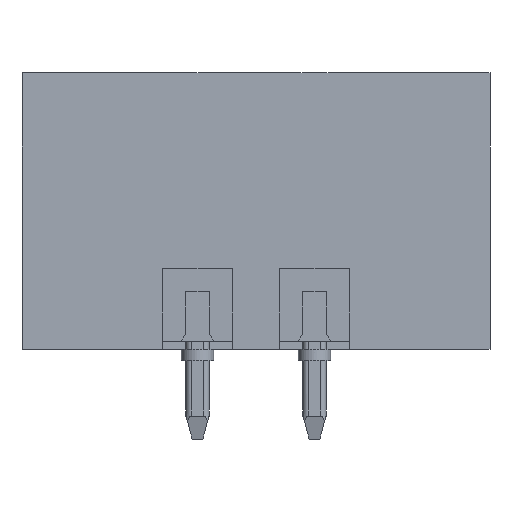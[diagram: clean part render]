
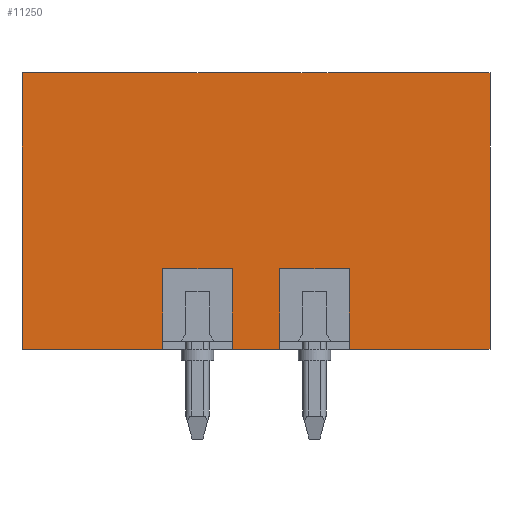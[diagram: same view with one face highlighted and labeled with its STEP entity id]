
A CAD part, front view. The second image highlights one B-rep face of the part: STEP entity #11250.
In plain terms, the highlighted planar face has unit normal (0, -1, 0).
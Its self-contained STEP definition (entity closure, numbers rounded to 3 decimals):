
#100=CARTESIAN_POINT('',(36.627,37.773,1.5));
#110=VERTEX_POINT('',#100);
#160=CARTESIAN_POINT('',(0.,37.773,1.5));
#170=DIRECTION('',(1.,0.,0.));
#180=VECTOR('',#170,1.);
#190=LINE('',#160,#180);
#200=CARTESIAN_POINT('',(40.127,37.773,
1.5));
#210=VERTEX_POINT('',#200);
#220=EDGE_CURVE('',#110,#210,#190,.T.);
#5240=CARTESIAN_POINT('',(48.627,37.773,7.62));
#5250=VERTEX_POINT('',#5240);
#6380=CARTESIAN_POINT('',(48.627,37.773,-12.7));
#6390=VERTEX_POINT('',#6380);
#6420=CARTESIAN_POINT('',(48.627,37.773,-17.78));
#6430=DIRECTION('',(0.,0.,1.));
#6440=VECTOR('',#6430,1.);
#6450=LINE('',#6420,#6440);
#6460=EDGE_CURVE('',#6390,#5250,#6450,.T.);
#6780=CARTESIAN_POINT('',(36.627,37.773,7.62));
#6790=DIRECTION('',(1.,0.,0.));
#6800=VECTOR('',#6790,1.);
#6810=LINE('',#6780,#6800);
#6820=CARTESIAN_POINT('',(36.627,37.773,7.62));
#6830=VERTEX_POINT('',#6820);
#6840=EDGE_CURVE('',#6830,#5250,#6810,.T.);
#10470=CARTESIAN_POINT('',(35.306,37.773,
-1.224));
#10480=DIRECTION('',(0.,1.,0.));
#10490=DIRECTION('',(0.,0.,-1.));
#10500=AXIS2_PLACEMENT_3D('',#10470,#10480,#10490);
#10510=PLANE('',#10500);
#10520=CARTESIAN_POINT('',(48.627,37.773,-12.7));
#10530=DIRECTION('',(-1.,0.,0.));
#10540=VECTOR('',#10530,1.);
#10550=LINE('',#10520,#10540);
#10560=CARTESIAN_POINT('',(36.627,37.773,-12.7));
#10570=VERTEX_POINT('',#10560);
#10580=EDGE_CURVE('',#6390,#10570,#10550,.T.);
#10590=ORIENTED_EDGE('',*,*,#10580,.F.);
#10600=CARTESIAN_POINT('',(36.627,37.773,-6.58));
#10610=DIRECTION('',(0.,0.,-1.));
#10620=VECTOR('',#10610,1.);
#10630=LINE('',#10600,#10620);
#10640=CARTESIAN_POINT('',(36.627,37.773,-6.58));
#10650=VERTEX_POINT('',#10640);
#10660=EDGE_CURVE('',#10650,#10570,#10630,.T.);
#10670=ORIENTED_EDGE('',*,*,#10660,.T.);
#10680=CARTESIAN_POINT('',(0.,37.773,-6.58));
#10690=DIRECTION('',(1.,0.,0.));
#10700=VECTOR('',#10690,1.);
#10710=LINE('',#10680,#10700);
#10720=CARTESIAN_POINT('',(40.127,37.773,
-6.58));
#10730=VERTEX_POINT('',#10720);
#10740=EDGE_CURVE('',#10650,#10730,#10710,.T.);
#10750=ORIENTED_EDGE('',*,*,#10740,.F.);
#10760=CARTESIAN_POINT('',(40.127,37.773,0.));
#10770=DIRECTION('',(0.,0.,1.));
#10780=VECTOR('',#10770,1.);
#10790=LINE('',#10760,#10780);
#10800=CARTESIAN_POINT('',(40.127,37.773,-3.58));
#10810=VERTEX_POINT('',#10800);
#10820=EDGE_CURVE('',#10730,#10810,#10790,.T.);
#10830=ORIENTED_EDGE('',*,*,#10820,.F.);
#10840=CARTESIAN_POINT('',(0.,37.773,-3.58));
#10850=DIRECTION('',(1.,0.,0.));
#10860=VECTOR('',#10850,1.);
#10870=LINE('',#10840,#10860);
#10880=CARTESIAN_POINT('',(36.627,37.773,-3.58));
#10890=VERTEX_POINT('',#10880);
#10900=EDGE_CURVE('',#10890,#10810,#10870,.T.);
#10910=ORIENTED_EDGE('',*,*,#10900,.T.);
#10920=CARTESIAN_POINT('',(36.627,37.773,-3.58));
#10930=DIRECTION('',(0.,0.,1.));
#10940=VECTOR('',#10930,1.);
#10950=LINE('',#10920,#10940);
#10960=CARTESIAN_POINT('',(36.627,37.773,-1.5));
#10970=VERTEX_POINT('',#10960);
#10980=EDGE_CURVE('',#10890,#10970,#10950,.T.);
#10990=ORIENTED_EDGE('',*,*,#10980,.F.);
#11000=CARTESIAN_POINT('',(0.,37.773,-1.5));
#11010=DIRECTION('',(1.,0.,0.));
#11020=VECTOR('',#11010,1.);
#11030=LINE('',#11000,#11020);
#11040=CARTESIAN_POINT('',(40.127,37.773,
-1.5));
#11050=VERTEX_POINT('',#11040);
#11060=EDGE_CURVE('',#10970,#11050,#11030,.T.);
#11070=ORIENTED_EDGE('',*,*,#11060,.F.);
#11080=CARTESIAN_POINT('',(40.127,37.773,0.));
#11090=DIRECTION('',(0.,0.,1.));
#11100=VECTOR('',#11090,1.);
#11110=LINE('',#11080,#11100);
#11120=EDGE_CURVE('',#11050,#210,#11110,.T.);
#11130=ORIENTED_EDGE('',*,*,#11120,.F.);
#11140=ORIENTED_EDGE('',*,*,#220,.T.);
#11150=CARTESIAN_POINT('',(36.627,37.773,7.62));
#11160=DIRECTION('',(0.,0.,-1.));
#11170=VECTOR('',#11160,1.);
#11180=LINE('',#11150,#11170);
#11190=EDGE_CURVE('',#6830,#110,#11180,.T.);
#11200=ORIENTED_EDGE('',*,*,#11190,.T.);
#11210=ORIENTED_EDGE('',*,*,#6840,.F.);
#11220=ORIENTED_EDGE('',*,*,#6460,.T.);
#11230=EDGE_LOOP('',(#11220,#11210,#11200,#11140,#11130,#11070,#10990,
#10910,#10830,#10750,#10670,#10590));
#11240=FACE_OUTER_BOUND('',#11230,.T.);
#11250=ADVANCED_FACE('',(#11240),#10510,.F.);
